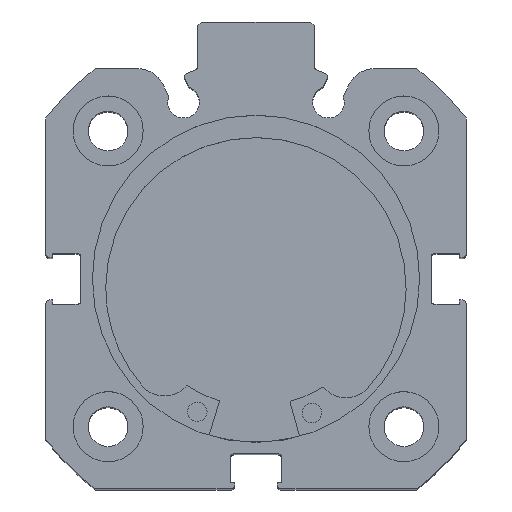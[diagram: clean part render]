
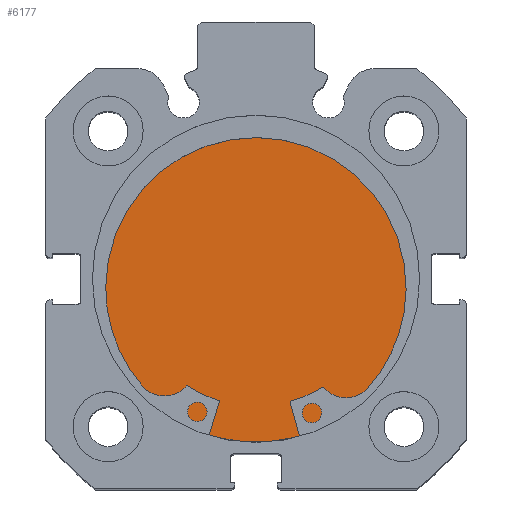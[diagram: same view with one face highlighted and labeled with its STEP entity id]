
A CAD part, top view. The second image highlights one B-rep face of the part: STEP entity #6177.
In plain terms, the highlighted face is planar.
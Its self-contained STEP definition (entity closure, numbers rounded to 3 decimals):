
#236 = AXIS2_PLACEMENT_3D ( 'NONE', #571, #574, #575 ) ;
#571 = CARTESIAN_POINT ( 'NONE',  ( 8.5, 21., 0. ) ) ;
#572 = PLANE ( 'NONE',  #236 ) ;
#574 = DIRECTION ( 'NONE',  ( -1., 0., 0. ) ) ;
#575 = DIRECTION ( 'NONE',  ( 0., 0., 1. ) ) ;
#948 = CARTESIAN_POINT ( 'NONE',  ( 8.5, 0., -21. ) ) ;
#1125 = CARTESIAN_POINT ( 'NONE',  ( 8.5, 0., 21. ) ) ;
#1875 = EDGE_CURVE ( 'NONE', #6555, #6372, #2465, .T. ) ;
#1882 = EDGE_CURVE ( 'NONE', #6372, #6555, #2474, .T. ) ;
#2171 = AXIS2_PLACEMENT_3D ( 'NONE', #3629, #3630, #3631 ) ;
#2177 = AXIS2_PLACEMENT_3D ( 'NONE', #3642, #3649, #3650 ) ;
#2465 = CIRCLE ( 'NONE', #2171, 21. ) ;
#2474 = CIRCLE ( 'NONE', #2177, 21. ) ;
#2932 = FACE_OUTER_BOUND ( 'NONE', #5217, .T. ) ;
#3629 = CARTESIAN_POINT ( 'NONE',  ( 8.5, 0., 0. ) ) ;
#3630 = DIRECTION ( 'NONE',  ( -1., 0., 0. ) ) ;
#3631 = DIRECTION ( 'NONE',  ( 0., 0., 1. ) ) ;
#3642 = CARTESIAN_POINT ( 'NONE',  ( 8.5, 0., 0. ) ) ;
#3649 = DIRECTION ( 'NONE',  ( -1., 0., 0. ) ) ;
#3650 = DIRECTION ( 'NONE',  ( 0., 0., 1. ) ) ;
#4711 = ORIENTED_EDGE ( 'NONE', *, *, #1882, .F. ) ;
#4712 = ORIENTED_EDGE ( 'NONE', *, *, #1875, .F. ) ;
#5217 = EDGE_LOOP ( 'NONE', ( #4712, #4711 ) ) ;
#6177 = ADVANCED_FACE ( 'NONE', ( #2932 ), #572, .F. ) ;
#6372 = VERTEX_POINT ( 'NONE', #948 ) ;
#6555 = VERTEX_POINT ( 'NONE', #1125 ) ;
